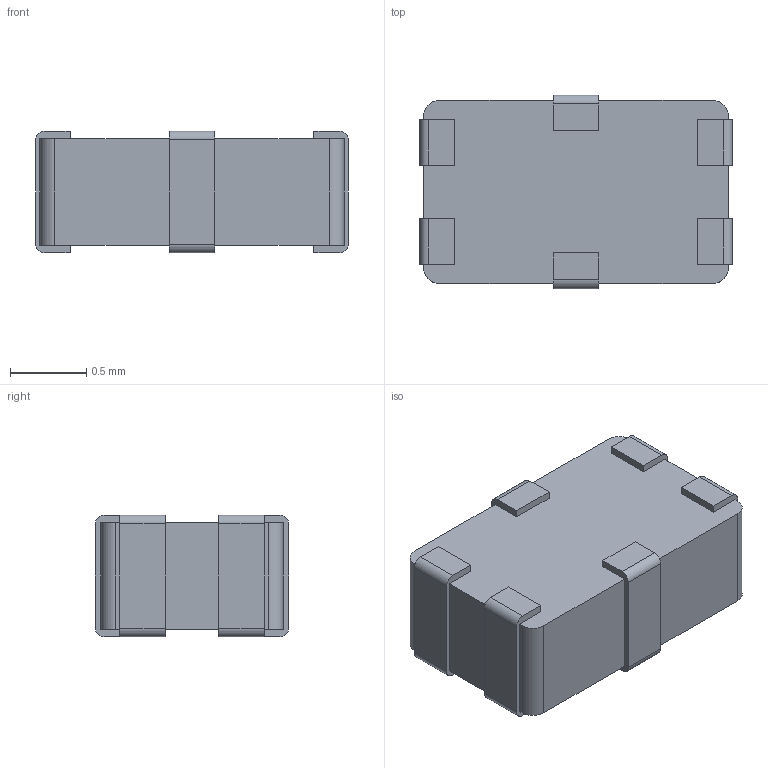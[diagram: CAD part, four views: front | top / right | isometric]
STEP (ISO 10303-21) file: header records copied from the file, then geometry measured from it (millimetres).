
FILE_DESCRIPTION(/* description */ ('Unknown'),/* implementation_level */ '2;1');
FILE_NAME(/* name */ 'LCFE201202A121TG',/* time_stamp */ '2023-01-18T12:54:38+02:00',/* author */ ('Unknown'),/* organization */ ('Unknown'),/* preprocessor_version */ 'ST-DEVELOPER v18.1',/* originating_system */ 'Solid Edge',/* authorisation */ 'Unknown');
FILE_SCHEMA (('INTEGRATED_CNC_SCHEMA','PROCESS_PLANNING_SCHEMA','AUTOMOTIVE_DESIGN {1 0 10303 214 3 1 1}'));
Length unit declared in the file: millimetre
Products named in the file (1): LCFE201202A121TG
Bounding box: 2.05 x 1.27 x 0.8 mm (x, y, z)
Volume: 1.7 mm3; surface area: 10 mm2
Topology: 1 solids, 1 shells, 70 faces, 204 edges, 136 vertices
Faces by surface type: plane 54, cylinder 16
Entity records: 2814 total; most frequent: CARTESIAN_POINT 411, ORIENTED_EDGE 408, DIRECTION 378, EDGE_CURVE 204, LINE 172, VECTOR 172, VERTEX_POINT 136, AXIS2_PLACEMENT_3D 103
